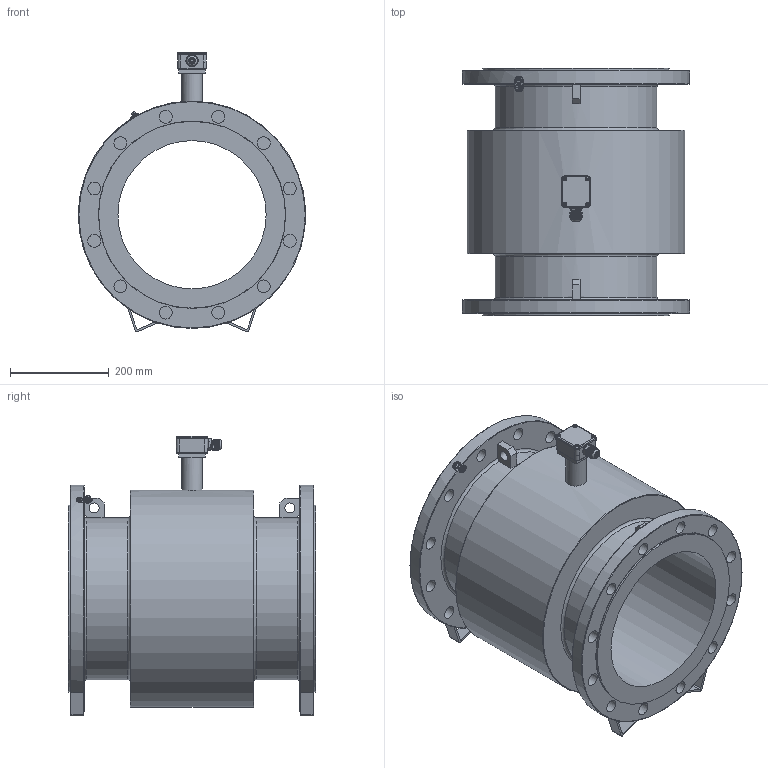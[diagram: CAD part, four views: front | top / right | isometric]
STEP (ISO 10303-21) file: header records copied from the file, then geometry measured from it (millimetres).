
FILE_DESCRIPTION(/* description */ (''),/* implementation_level */ '2;1');
FILE_NAME(/* name */ 'Flowmeter DN300 PN16 Separate.step',/* time_stamp */ '2023-10-05T10:03:40+03:00',/* author */ (''),/* organization */ (''),/* preprocessor_version */ 'ST-DEVELOPER v20',/* originating_system */ 'Autodesk Translation Framework v12.14.0.127',/* authorisation */ '');
FILE_SCHEMA (('AUTOMOTIVE_DESIGN { 1 0 10303 214 3 1 1 }'));
Length unit declared in the file: millimetre
Products named in the file (4): Flowmeter DN300 PN16; El. block v10; B_Separate_version; box
Assembly tree (3 placements, depth 4):
  Flowmeter DN300 PN16
    El. block v10
      B_Separate_version
        box
Bounding box: 459.7 x 500 x 565.99 mm (x, y, z)
Volume: 28535231.8 mm3; surface area: 1665632.9 mm2
Topology: 2 solids, 2 shells, 1466 faces, 3451 edges, 2011 vertices
Faces by surface type: plane 459, cylinder 442, bspline 249, sphere 156, torus 102, cone 58
Full cylindrical faces by diameter (mm): 3.332 x2, 3.961 x10, 4.234 x4, 4.5 x2, 5 x7, 5.5 x1, 6 x1, 7 x4, 8 x4, 10.394 x1, 10.9 x1, 11.3 x1, 12.394 x1, 13 x1, 14 x1, 15 x1, 17 x2, 20 x2, 21 x1, 24.5 x1, 26 x24, 42 x2, 300 x1, 327.5 x2, 378 x2, 440 x1
Entity records: 70643 total; most frequent: CARTESIAN_POINT 36863, ORIENTED_EDGE 6902, DIRECTION 6828, EDGE_CURVE 3451, AXIS2_PLACEMENT_3D 2697, VERTEX_POINT 2011, EDGE_LOOP 1570, FACE_OUTER_BOUND 1466
